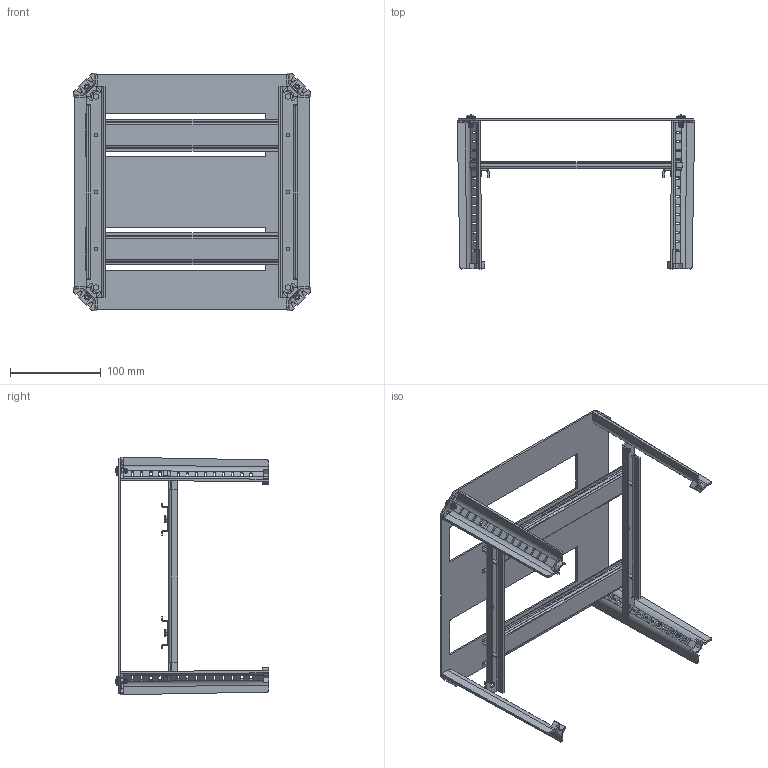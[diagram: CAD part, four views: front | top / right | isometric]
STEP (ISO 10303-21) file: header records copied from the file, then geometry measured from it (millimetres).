
FILE_DESCRIPTION (( 'STEP AP203' ), '1' );
FILE_NAME ('Fibox Arca IEC DRS 2x11 303021.STEP', '2021-11-29T09:43:18', ( '' ), ( '' ), 'SwSTEP 2.0', 'SolidWorks 2020', '' );
FILE_SCHEMA (( 'CONFIG_CONTROL_DESIGN' ));
Length unit declared in the file: millimetre
Products named in the file (7): CB ARCA 21; PT5x10; SB ARCA 30; Fibox Arca IEC DRS 2x11 303021; FP 2x11 3030; FCX 300 DIN Rail; M4x10 Thread forming PZ
Assembly tree (17 placements, depth 2):
  Fibox Arca IEC DRS 2x11 303021
    FP 2x11 3030
    CB ARCA 21  x4
    SB ARCA 30  x2
    FCX 300 DIN Rail  x2
    PT5x10  x4
    M4x10 Thread forming PZ  x4
Bounding box: 261.06 x 168.89 x 261.06 mm (x, y, z)
Volume: 217242.6 mm3; surface area: 236723.5 mm2
Topology: 17 solids, 17 shells, 2108 faces, 5886 edges, 3892 vertices
Faces by surface type: plane 1202, bspline 376, cone 264, cylinder 226, torus 32, sphere 8
Entity records: 27370 total; most frequent: CARTESIAN_POINT 11627, ORIENTED_EDGE 3334, DIRECTION 2641, EDGE_CURVE 1667, VERTEX_POINT 1098, LINE 985, VECTOR 985, AXIS2_PLACEMENT_3D 828
